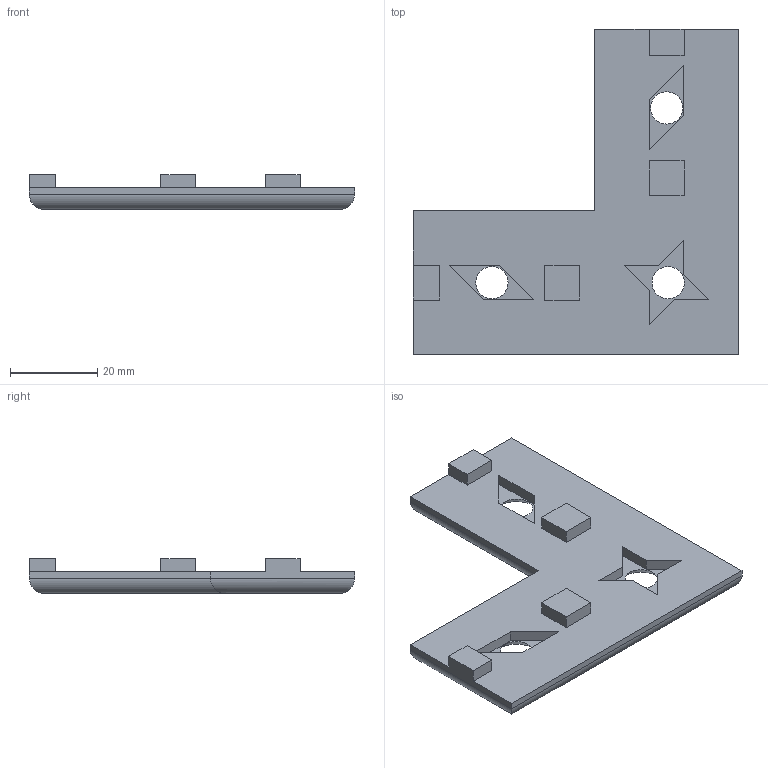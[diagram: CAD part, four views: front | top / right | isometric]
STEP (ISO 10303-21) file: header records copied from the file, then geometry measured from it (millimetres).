
FILE_DESCRIPTION(/* description */ ('GK Knotenblech 40 90° '),/* implementation_level */ '2;1');
FILE_NAME(/* name */ 'SZ8060N_A.stp',/* time_stamp */ '2015-11-17T11:36:17+01:00',/* author */ ('Marina Kaa'),/* organization */ (''),/* preprocessor_version */ 'ST-DEVELOPER v15.6',/* originating_system */ 'Autodesk Inventor 2015',/* authorisation */ '');
FILE_SCHEMA (('AUTOMOTIVE_DESIGN { 1 0 10303 214 3 1 1 }'));
Length unit declared in the file: millimetre
Products named in the file (1): SZ8060N_A
Bounding box: 74.5 x 74.5 x 8 mm (x, y, z)
Volume: 17692.6 mm3; surface area: 9273.8 mm2
Topology: 1 solids, 1 shells, 54 faces, 138 edges, 91 vertices
Faces by surface type: plane 45, cylinder 6, cone 3
Entity records: 1604 total; most frequent: CARTESIAN_POINT 275, ORIENTED_EDGE 264, DIRECTION 254, EDGE_CURVE 132, LINE 120, VECTOR 120, VERTEX_POINT 88, EDGE_LOOP 68
